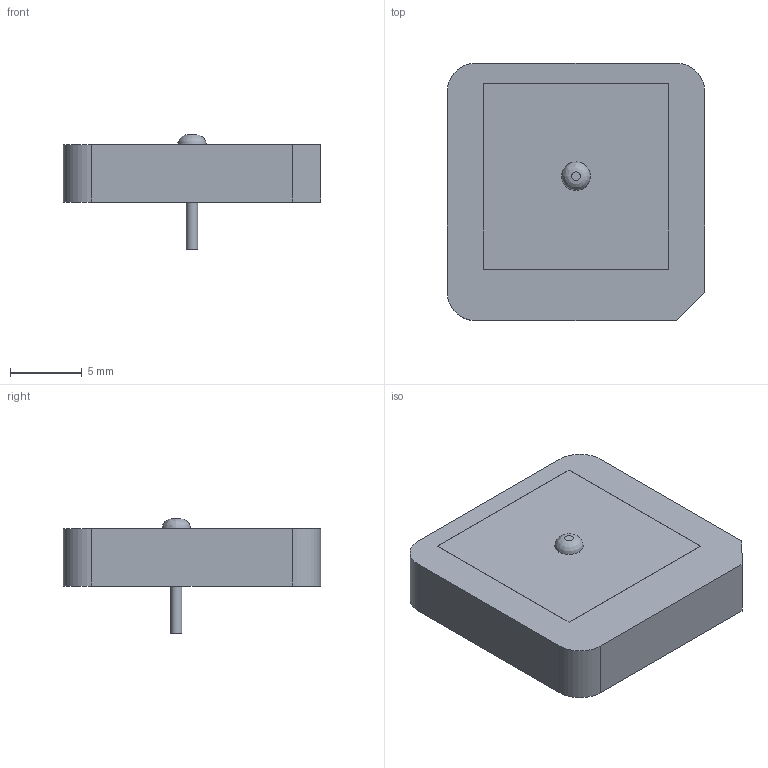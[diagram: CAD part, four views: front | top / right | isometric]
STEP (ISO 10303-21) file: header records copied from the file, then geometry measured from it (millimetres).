
FILE_DESCRIPTION(/* description */ (''),/* implementation_level */ '2;1');
FILE_NAME(/* name */ 'BY-GPS_Glonass-184.step',/* time_stamp */ '2024-08-29T17:55:34+05:00',/* author */ (''),/* organization */ (''),/* preprocessor_version */ 'ST-DEVELOPER v20',/* originating_system */ 'Autodesk Translation Framework v13.14.0.145',/* authorisation */ '');
FILE_SCHEMA (('AUTOMOTIVE_DESIGN { 1 0 10303 214 3 1 1 }'));
Length unit declared in the file: millimetre
Products named in the file (1): BY-GPS/Glonass-184
Bounding box: 18 x 18 x 8 mm (x, y, z)
Volume: 1282.7 mm3; surface area: 1268.3 mm2
Topology: 4 solids, 4 shells, 24 faces, 45 edges, 30 vertices
Faces by surface type: plane 18, cylinder 4, bspline 2
Full cylindrical faces by diameter (mm): 0.8 x1
Entity records: 691 total; most frequent: CARTESIAN_POINT 152, DIRECTION 105, ORIENTED_EDGE 90, EDGE_CURVE 45, AXIS2_PLACEMENT_3D 37, LINE 31, VECTOR 31, VERTEX_POINT 30
